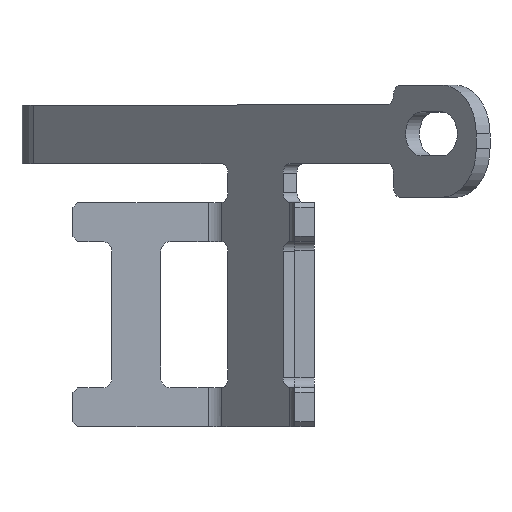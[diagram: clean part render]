
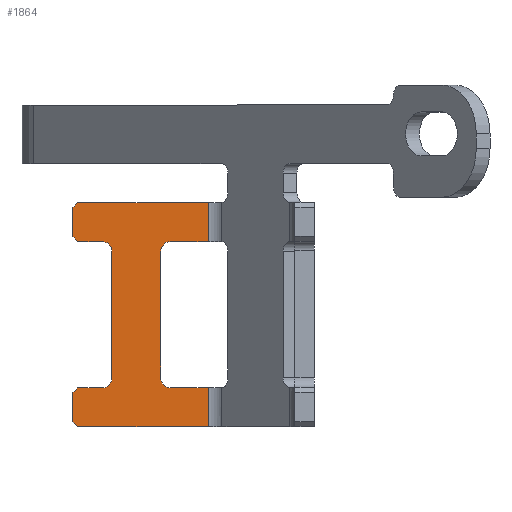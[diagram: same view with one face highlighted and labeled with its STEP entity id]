
A CAD part, top view. The second image highlights one B-rep face of the part: STEP entity #1864.
In plain terms, the highlighted planar face has unit normal (0, 0, 1).
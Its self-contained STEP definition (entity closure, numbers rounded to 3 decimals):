
#82=CIRCLE('',#2001,1.);
#83=CIRCLE('',#2002,1.);
#84=CIRCLE('',#2003,1.);
#85=CIRCLE('',#2004,1.);
#155=FACE_OUTER_BOUND('',#259,.T.);
#259=EDGE_LOOP('',(#1318,#1319,#1320,#1321,#1322,#1323,#1324,#1325,#1326,
#1327,#1328,#1329,#1330,#1331,#1332,#1333,#1334,#1335,#1336,#1337));
#392=LINE('',#2791,#593);
#398=LINE('',#2802,#599);
#414=LINE('',#2843,#615);
#416=LINE('',#2847,#617);
#418=LINE('',#2851,#619);
#419=LINE('',#2853,#620);
#420=LINE('',#2857,#621);
#421=LINE('',#2861,#622);
#422=LINE('',#2863,#623);
#423=LINE('',#2865,#624);
#424=LINE('',#2867,#625);
#425=LINE('',#2869,#626);
#426=LINE('',#2871,#627);
#427=LINE('',#2873,#628);
#428=LINE('',#2877,#629);
#429=LINE('',#2879,#630);
#593=VECTOR('',#2222,10.);
#599=VECTOR('',#2230,10.);
#615=VECTOR('',#2258,10.);
#617=VECTOR('',#2262,10.);
#619=VECTOR('',#2266,10.);
#620=VECTOR('',#2267,10.);
#621=VECTOR('',#2270,10.);
#622=VECTOR('',#2273,10.);
#623=VECTOR('',#2274,10.);
#624=VECTOR('',#2275,10.);
#625=VECTOR('',#2276,10.);
#626=VECTOR('',#2277,10.);
#627=VECTOR('',#2278,10.);
#628=VECTOR('',#2279,10.);
#629=VECTOR('',#2282,10.);
#630=VECTOR('',#2285,10.);
#794=VERTEX_POINT('',#2789);
#795=VERTEX_POINT('',#2790);
#799=VERTEX_POINT('',#2800);
#817=VERTEX_POINT('',#2840);
#818=VERTEX_POINT('',#2842);
#819=VERTEX_POINT('',#2846);
#820=VERTEX_POINT('',#2850);
#821=VERTEX_POINT('',#2852);
#822=VERTEX_POINT('',#2854);
#823=VERTEX_POINT('',#2856);
#824=VERTEX_POINT('',#2858);
#825=VERTEX_POINT('',#2860);
#826=VERTEX_POINT('',#2862);
#827=VERTEX_POINT('',#2864);
#828=VERTEX_POINT('',#2866);
#829=VERTEX_POINT('',#2868);
#830=VERTEX_POINT('',#2870);
#831=VERTEX_POINT('',#2872);
#832=VERTEX_POINT('',#2874);
#833=VERTEX_POINT('',#2876);
#981=EDGE_CURVE('',#794,#795,#392,.T.);
#987=EDGE_CURVE('',#799,#794,#398,.T.);
#1007=EDGE_CURVE('',#817,#818,#414,.T.);
#1009=EDGE_CURVE('',#819,#818,#416,.T.);
#1011=EDGE_CURVE('',#799,#820,#418,.T.);
#1012=EDGE_CURVE('',#820,#821,#419,.T.);
#1013=EDGE_CURVE('',#822,#821,#82,.T.);
#1014=EDGE_CURVE('',#822,#823,#420,.T.);
#1015=EDGE_CURVE('',#824,#823,#83,.T.);
#1016=EDGE_CURVE('',#824,#825,#421,.T.);
#1017=EDGE_CURVE('',#825,#826,#422,.T.);
#1018=EDGE_CURVE('',#827,#826,#423,.T.);
#1019=EDGE_CURVE('',#828,#827,#424,.T.);
#1020=EDGE_CURVE('',#829,#828,#425,.T.);
#1021=EDGE_CURVE('',#830,#829,#426,.T.);
#1022=EDGE_CURVE('',#830,#831,#427,.T.);
#1023=EDGE_CURVE('',#832,#831,#84,.T.);
#1024=EDGE_CURVE('',#832,#833,#428,.T.);
#1025=EDGE_CURVE('',#819,#833,#85,.T.);
#1026=EDGE_CURVE('',#795,#817,#429,.T.);
#1318=ORIENTED_EDGE('',*,*,#981,.F.);
#1319=ORIENTED_EDGE('',*,*,#987,.F.);
#1320=ORIENTED_EDGE('',*,*,#1011,.T.);
#1321=ORIENTED_EDGE('',*,*,#1012,.T.);
#1322=ORIENTED_EDGE('',*,*,#1013,.F.);
#1323=ORIENTED_EDGE('',*,*,#1014,.T.);
#1324=ORIENTED_EDGE('',*,*,#1015,.F.);
#1325=ORIENTED_EDGE('',*,*,#1016,.T.);
#1326=ORIENTED_EDGE('',*,*,#1017,.T.);
#1327=ORIENTED_EDGE('',*,*,#1018,.F.);
#1328=ORIENTED_EDGE('',*,*,#1019,.F.);
#1329=ORIENTED_EDGE('',*,*,#1020,.F.);
#1330=ORIENTED_EDGE('',*,*,#1021,.F.);
#1331=ORIENTED_EDGE('',*,*,#1022,.T.);
#1332=ORIENTED_EDGE('',*,*,#1023,.F.);
#1333=ORIENTED_EDGE('',*,*,#1024,.T.);
#1334=ORIENTED_EDGE('',*,*,#1025,.F.);
#1335=ORIENTED_EDGE('',*,*,#1009,.T.);
#1336=ORIENTED_EDGE('',*,*,#1007,.F.);
#1337=ORIENTED_EDGE('',*,*,#1026,.F.);
#1801=PLANE('',#2000);
#1864=ADVANCED_FACE('',(#155),#1801,.T.);
#2000=AXIS2_PLACEMENT_3D('',#2849,#2264,#2265);
#2001=AXIS2_PLACEMENT_3D('',#2855,#2268,#2269);
#2002=AXIS2_PLACEMENT_3D('',#2859,#2271,#2272);
#2003=AXIS2_PLACEMENT_3D('',#2875,#2280,#2281);
#2004=AXIS2_PLACEMENT_3D('',#2878,#2283,#2284);
#2222=DIRECTION('',(-0.707,0.707,0.));
#2230=DIRECTION('',(-1.,0.,0.));
#2258=DIRECTION('',(0.707,0.707,0.));
#2262=DIRECTION('',(-1.,0.,0.));
#2264=DIRECTION('center_axis',(0.,0.,1.));
#2265=DIRECTION('ref_axis',(1.,0.,0.));
#2266=DIRECTION('',(0.,1.,0.));
#2267=DIRECTION('',(-1.,0.,0.));
#2268=DIRECTION('center_axis',(0.,0.,1.));
#2269=DIRECTION('ref_axis',(-0.707,-0.707,0.));
#2270=DIRECTION('',(0.,1.,0.));
#2271=DIRECTION('center_axis',(0.,0.,1.));
#2272=DIRECTION('ref_axis',(-0.707,0.707,0.));
#2273=DIRECTION('',(1.,0.,0.));
#2274=DIRECTION('',(0.,1.,0.));
#2275=DIRECTION('',(1.,0.,0.));
#2276=DIRECTION('',(0.707,0.707,0.));
#2277=DIRECTION('',(0.,1.,0.));
#2278=DIRECTION('',(-0.707,0.707,0.));
#2279=DIRECTION('',(1.,0.,0.));
#2280=DIRECTION('center_axis',(0.,0.,1.));
#2281=DIRECTION('ref_axis',(0.707,0.707,0.));
#2282=DIRECTION('',(0.,-1.,0.));
#2283=DIRECTION('center_axis',(0.,0.,1.));
#2284=DIRECTION('ref_axis',(0.707,-0.707,0.));
#2285=DIRECTION('',(0.,1.,0.));
#2789=CARTESIAN_POINT('',(-20.5,0.,2.));
#2790=CARTESIAN_POINT('',(-21.,0.5,2.));
#2791=CARTESIAN_POINT('',(-15.25,-5.25,2.));
#2800=CARTESIAN_POINT('',(-7.131,0.,2.));
#2802=CARTESIAN_POINT('',(-21.,0.,2.));
#2840=CARTESIAN_POINT('',(-21.,3.5,2.));
#2842=CARTESIAN_POINT('',(-20.5,4.,2.));
#2843=CARTESIAN_POINT('',(-10.5,14.,2.));
#2846=CARTESIAN_POINT('',(-18.,4.,2.));
#2847=CARTESIAN_POINT('',(-2.25,4.,2.));
#2849=CARTESIAN_POINT('Origin',(12.5,11.5,2.));
#2850=CARTESIAN_POINT('',(-7.131,4.,2.));
#2851=CARTESIAN_POINT('',(-7.131,7.75,2.));
#2852=CARTESIAN_POINT('',(-11.,4.,2.));
#2853=CARTESIAN_POINT('',(4.25,4.,2.));
#2854=CARTESIAN_POINT('',(-12.,5.,2.));
#2855=CARTESIAN_POINT('Origin',(-11.,5.,2.));
#2856=CARTESIAN_POINT('',(-12.,18.,2.));
#2857=CARTESIAN_POINT('',(-12.,7.75,2.));
#2858=CARTESIAN_POINT('',(-11.,19.,2.));
#2859=CARTESIAN_POINT('Origin',(-11.,18.,2.));
#2860=CARTESIAN_POINT('',(-7.131,19.,2.));
#2861=CARTESIAN_POINT('',(0.25,19.,2.));
#2862=CARTESIAN_POINT('',(-7.131,23.,2.));
#2863=CARTESIAN_POINT('',(-7.131,17.25,2.));
#2864=CARTESIAN_POINT('',(-20.5,23.,2.));
#2865=CARTESIAN_POINT('',(-4.,23.,2.));
#2866=CARTESIAN_POINT('',(-21.,22.5,2.));
#2867=CARTESIAN_POINT('',(-15.25,28.25,2.));
#2868=CARTESIAN_POINT('',(-21.,19.5,2.));
#2869=CARTESIAN_POINT('',(-21.,23.,2.));
#2870=CARTESIAN_POINT('',(-20.5,19.,2.));
#2871=CARTESIAN_POINT('',(-10.5,9.,2.));
#2872=CARTESIAN_POINT('',(-18.,19.,2.));
#2873=CARTESIAN_POINT('',(-4.25,19.,2.));
#2874=CARTESIAN_POINT('',(-17.,18.,2.));
#2875=CARTESIAN_POINT('Origin',(-18.,18.,2.));
#2876=CARTESIAN_POINT('',(-17.,5.,2.));
#2877=CARTESIAN_POINT('',(-17.,15.25,2.));
#2878=CARTESIAN_POINT('Origin',(-18.,5.,2.));
#2879=CARTESIAN_POINT('',(-21.,23.,2.));
